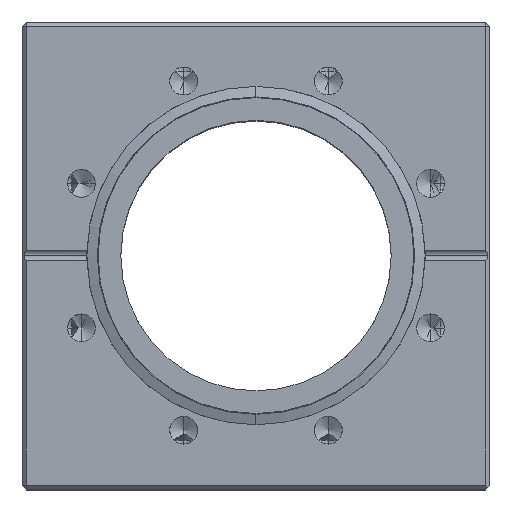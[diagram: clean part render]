
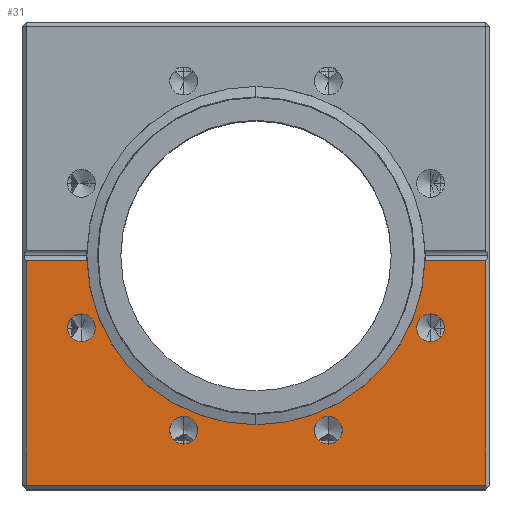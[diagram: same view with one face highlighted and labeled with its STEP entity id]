
A CAD part, top view. The second image highlights one B-rep face of the part: STEP entity #31.
In plain terms, the highlighted planar face has unit normal (0, 0, 1).
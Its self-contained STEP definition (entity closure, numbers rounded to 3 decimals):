
#31 = ADVANCED_FACE ( 'NONE', ( #2154, #9240, #11321, #4534, #6868 ), #6695, .F. ) ;
#216 = ORIENTED_EDGE ( 'NONE', *, *, #2278, .F. ) ;
#261 = VERTEX_POINT ( 'NONE', #4873 ) ;
#311 = CARTESIAN_POINT ( 'NONE',  ( 42.591, -17.642, 57. ) ) ;
#372 = ORIENTED_EDGE ( 'NONE', *, *, #3155, .F. ) ;
#415 = CARTESIAN_POINT ( 'NONE',  ( 0., 0., 57. ) ) ;
#452 = DIRECTION ( 'NONE',  ( 0., -1., 0. ) ) ;
#555 = VERTEX_POINT ( 'NONE', #5082 ) ;
#562 = VECTOR ( 'NONE', #7257, 1000. ) ;
#569 = CIRCLE ( 'NONE', #735, 3.4 ) ;
#576 = LINE ( 'NONE', #7838, #5612 ) ;
#582 = CARTESIAN_POINT ( 'NONE',  ( -17.642, -42.591, 57. ) ) ;
#597 = EDGE_CURVE ( 'NONE', #4811, #261, #569, .T. ) ;
#630 = ORIENTED_EDGE ( 'NONE', *, *, #4654, .F. ) ;
#735 = AXIS2_PLACEMENT_3D ( 'NONE', #3392, #9586, #4286 ) ;
#745 = DIRECTION ( 'NONE',  ( 0., -1., 0. ) ) ;
#933 = AXIS2_PLACEMENT_3D ( 'NONE', #311, #6531, #1220 ) ;
#949 = DIRECTION ( 'NONE',  ( 1., 0., 0. ) ) ;
#1032 = EDGE_LOOP ( 'NONE', ( #1203, #216 ) ) ;
#1056 = ORIENTED_EDGE ( 'NONE', *, *, #4935, .T. ) ;
#1203 = ORIENTED_EDGE ( 'NONE', *, *, #597, .F. ) ;
#1220 = DIRECTION ( 'NONE',  ( 0., -1., 0. ) ) ;
#1324 = DIRECTION ( 'NONE',  ( 0., 1., 0. ) ) ;
#1368 = AXIS2_PLACEMENT_3D ( 'NONE', #4817, #11043, #5730 ) ;
#1453 = VERTEX_POINT ( 'NONE', #7957 ) ;
#1485 = DIRECTION ( 'NONE',  ( 0., -1., 0. ) ) ;
#1516 = CARTESIAN_POINT ( 'NONE',  ( 17.642, -39.191, 57. ) ) ;
#1568 = CIRCLE ( 'NONE', #4467, 3.4 ) ;
#1575 = EDGE_LOOP ( 'NONE', ( #5200, #2140, #8619, #3888, #8681, #1056, #10715 ) ) ;
#1608 = VERTEX_POINT ( 'NONE', #10924 ) ;
#1767 = CARTESIAN_POINT ( 'NONE',  ( -17.642, -45.991, 57. ) ) ;
#2064 = CARTESIAN_POINT ( 'NONE',  ( 0., 0., 57. ) ) ;
#2117 = LINE ( 'NONE', #4483, #6554 ) ;
#2140 = ORIENTED_EDGE ( 'NONE', *, *, #3290, .F. ) ;
#2154 = FACE_BOUND ( 'NONE', #1032, .T. ) ;
#2269 = EDGE_LOOP ( 'NONE', ( #630, #8564 ) ) ;
#2278 = EDGE_CURVE ( 'NONE', #261, #4811, #8113, .T. ) ;
#2540 = DIRECTION ( 'NONE',  ( 0., 1., 0. ) ) ;
#2873 = VERTEX_POINT ( 'NONE', #6333 ) ;
#2937 = LINE ( 'NONE', #8974, #8183 ) ;
#2972 = CIRCLE ( 'NONE', #7583, 3.4 ) ;
#2973 = DIRECTION ( 'NONE',  ( 0., 1., 0. ) ) ;
#2988 = CIRCLE ( 'NONE', #10366, 41.275 ) ;
#3127 = EDGE_LOOP ( 'NONE', ( #372, #6291 ) ) ;
#3141 = EDGE_CURVE ( 'NONE', #6183, #555, #576, .T. ) ;
#3155 = EDGE_CURVE ( 'NONE', #5540, #7844, #2972, .T. ) ;
#3290 = EDGE_CURVE ( 'NONE', #1608, #555, #2117, .T. ) ;
#3392 = CARTESIAN_POINT ( 'NONE',  ( -17.642, -42.591, 57. ) ) ;
#3455 = EDGE_CURVE ( 'NONE', #1608, #5398, #2988, .T. ) ;
#3555 = VERTEX_POINT ( 'NONE', #11035 ) ;
#3606 = CARTESIAN_POINT ( 'NONE',  ( 0., -41.275, 57. ) ) ;
#3888 = ORIENTED_EDGE ( 'NONE', *, *, #8829, .T. ) ;
#3914 = EDGE_CURVE ( 'NONE', #2873, #6183, #5601, .T. ) ;
#4115 = EDGE_CURVE ( 'NONE', #3555, #11448, #8351, .T. ) ;
#4286 = DIRECTION ( 'NONE',  ( 0., -1., 0. ) ) ;
#4467 = AXIS2_PLACEMENT_3D ( 'NONE', #4637, #10859, #5535 ) ;
#4483 = CARTESIAN_POINT ( 'NONE',  ( -57., -1.2, 57. ) ) ;
#4534 = FACE_OUTER_BOUND ( 'NONE', #1575, .T. ) ;
#4637 = CARTESIAN_POINT ( 'NONE',  ( 17.642, -42.591, 57. ) ) ;
#4654 = EDGE_CURVE ( 'NONE', #11448, #3555, #8327, .T. ) ;
#4779 = EDGE_CURVE ( 'NONE', #1453, #8405, #6665, .T. ) ;
#4811 = VERTEX_POINT ( 'NONE', #1767 ) ;
#4817 = CARTESIAN_POINT ( 'NONE',  ( -42.591, -17.642, 57. ) ) ;
#4829 = AXIS2_PLACEMENT_3D ( 'NONE', #415, #6639, #1324 ) ;
#4873 = CARTESIAN_POINT ( 'NONE',  ( -17.642, -39.191, 57. ) ) ;
#4922 = AXIS2_PLACEMENT_3D ( 'NONE', #582, #6790, #1485 ) ;
#4935 = EDGE_CURVE ( 'NONE', #1453, #2873, #2937, .T. ) ;
#5080 = EDGE_CURVE ( 'NONE', #11534, #9431, #5972, .T. ) ;
#5082 = CARTESIAN_POINT ( 'NONE',  ( 56., -1.2, 57. ) ) ;
#5200 = ORIENTED_EDGE ( 'NONE', *, *, #3141, .T. ) ;
#5213 = DIRECTION ( 'NONE',  ( 0., 0., 1. ) ) ;
#5398 = VERTEX_POINT ( 'NONE', #3606 ) ;
#5535 = DIRECTION ( 'NONE',  ( 0., -1., 0. ) ) ;
#5537 = CIRCLE ( 'NONE', #9136, 3.4 ) ;
#5540 = VERTEX_POINT ( 'NONE', #6066 ) ;
#5601 = LINE ( 'NONE', #6375, #562 ) ;
#5612 = VECTOR ( 'NONE', #2540, 1000. ) ;
#5730 = DIRECTION ( 'NONE',  ( 0., -1., 0. ) ) ;
#5784 = DIRECTION ( 'NONE',  ( 0., 0., 1. ) ) ;
#5871 = CIRCLE ( 'NONE', #4829, 41.275 ) ;
#5972 = CIRCLE ( 'NONE', #933, 3.4 ) ;
#6016 = CARTESIAN_POINT ( 'NONE',  ( 56., -56., 57. ) ) ;
#6066 = CARTESIAN_POINT ( 'NONE',  ( 17.642, -45.991, 57. ) ) ;
#6069 = DIRECTION ( 'NONE',  ( 0., 0., 1. ) ) ;
#6183 = VERTEX_POINT ( 'NONE', #6016 ) ;
#6291 = ORIENTED_EDGE ( 'NONE', *, *, #8642, .F. ) ;
#6333 = CARTESIAN_POINT ( 'NONE',  ( -56., -56., 57. ) ) ;
#6375 = CARTESIAN_POINT ( 'NONE',  ( 57., -56., 57. ) ) ;
#6384 = ORIENTED_EDGE ( 'NONE', *, *, #7898, .F. ) ;
#6531 = DIRECTION ( 'NONE',  ( 0., 0., 1. ) ) ;
#6554 = VECTOR ( 'NONE', #949, 1000. ) ;
#6639 = DIRECTION ( 'NONE',  ( 0., 0., -1. ) ) ;
#6665 = LINE ( 'NONE', #10336, #8753 ) ;
#6695 = PLANE ( 'NONE',  #6963 ) ;
#6790 = DIRECTION ( 'NONE',  ( 0., 0., 1. ) ) ;
#6868 = FACE_BOUND ( 'NONE', #2269, .T. ) ;
#6963 = AXIS2_PLACEMENT_3D ( 'NONE', #11144, #8440, #7575 ) ;
#7257 = DIRECTION ( 'NONE',  ( 1., 0., 0. ) ) ;
#7575 = DIRECTION ( 'NONE',  ( -1., 0., 0. ) ) ;
#7583 = AXIS2_PLACEMENT_3D ( 'NONE', #10541, #5213, #11423 ) ;
#7813 = EDGE_LOOP ( 'NONE', ( #10684, #6384 ) ) ;
#7838 = CARTESIAN_POINT ( 'NONE',  ( 56., 57., 57. ) ) ;
#7844 = VERTEX_POINT ( 'NONE', #1516 ) ;
#7898 = EDGE_CURVE ( 'NONE', #9431, #11534, #5537, .T. ) ;
#7957 = CARTESIAN_POINT ( 'NONE',  ( -56., -1.2, 57. ) ) ;
#8113 = CIRCLE ( 'NONE', #4922, 3.4 ) ;
#8183 = VECTOR ( 'NONE', #9895, 1000. ) ;
#8257 = DIRECTION ( 'NONE',  ( 0., 0., -1. ) ) ;
#8327 = CIRCLE ( 'NONE', #1368, 3.4 ) ;
#8351 = CIRCLE ( 'NONE', #8875, 3.4 ) ;
#8405 = VERTEX_POINT ( 'NONE', #11409 ) ;
#8440 = DIRECTION ( 'NONE',  ( 0., 0., -1. ) ) ;
#8564 = ORIENTED_EDGE ( 'NONE', *, *, #4115, .F. ) ;
#8619 = ORIENTED_EDGE ( 'NONE', *, *, #3455, .T. ) ;
#8642 = EDGE_CURVE ( 'NONE', #7844, #5540, #1568, .T. ) ;
#8681 = ORIENTED_EDGE ( 'NONE', *, *, #4779, .F. ) ;
#8753 = VECTOR ( 'NONE', #9466, 1000. ) ;
#8829 = EDGE_CURVE ( 'NONE', #5398, #8405, #5871, .T. ) ;
#8875 = AXIS2_PLACEMENT_3D ( 'NONE', #11113, #5784, #452 ) ;
#8974 = CARTESIAN_POINT ( 'NONE',  ( -56., -57., 57. ) ) ;
#9136 = AXIS2_PLACEMENT_3D ( 'NONE', #11378, #6069, #745 ) ;
#9166 = CARTESIAN_POINT ( 'NONE',  ( -42.591, -21.042, 57. ) ) ;
#9240 = FACE_BOUND ( 'NONE', #3127, .T. ) ;
#9431 = VERTEX_POINT ( 'NONE', #9492 ) ;
#9466 = DIRECTION ( 'NONE',  ( 1., 0., 0. ) ) ;
#9492 = CARTESIAN_POINT ( 'NONE',  ( 42.591, -14.242, 57. ) ) ;
#9586 = DIRECTION ( 'NONE',  ( 0., 0., 1. ) ) ;
#9895 = DIRECTION ( 'NONE',  ( 0., -1., 0. ) ) ;
#10336 = CARTESIAN_POINT ( 'NONE',  ( -57., -1.2, 57. ) ) ;
#10366 = AXIS2_PLACEMENT_3D ( 'NONE', #2064, #8257, #2973 ) ;
#10541 = CARTESIAN_POINT ( 'NONE',  ( 17.642, -42.591, 57. ) ) ;
#10684 = ORIENTED_EDGE ( 'NONE', *, *, #5080, .F. ) ;
#10715 = ORIENTED_EDGE ( 'NONE', *, *, #3914, .T. ) ;
#10859 = DIRECTION ( 'NONE',  ( 0., 0., 1. ) ) ;
#10924 = CARTESIAN_POINT ( 'NONE',  ( 41.258, -1.2, 57. ) ) ;
#11035 = CARTESIAN_POINT ( 'NONE',  ( -42.591, -14.242, 57. ) ) ;
#11041 = CARTESIAN_POINT ( 'NONE',  ( 42.591, -21.042, 57. ) ) ;
#11043 = DIRECTION ( 'NONE',  ( 0., 0., 1. ) ) ;
#11113 = CARTESIAN_POINT ( 'NONE',  ( -42.591, -17.642, 57. ) ) ;
#11144 = CARTESIAN_POINT ( 'NONE',  ( 0., 0., 57. ) ) ;
#11321 = FACE_BOUND ( 'NONE', #7813, .T. ) ;
#11378 = CARTESIAN_POINT ( 'NONE',  ( 42.591, -17.642, 57. ) ) ;
#11409 = CARTESIAN_POINT ( 'NONE',  ( -41.258, -1.2, 57. ) ) ;
#11423 = DIRECTION ( 'NONE',  ( 0., -1., 0. ) ) ;
#11448 = VERTEX_POINT ( 'NONE', #9166 ) ;
#11534 = VERTEX_POINT ( 'NONE', #11041 ) ;
